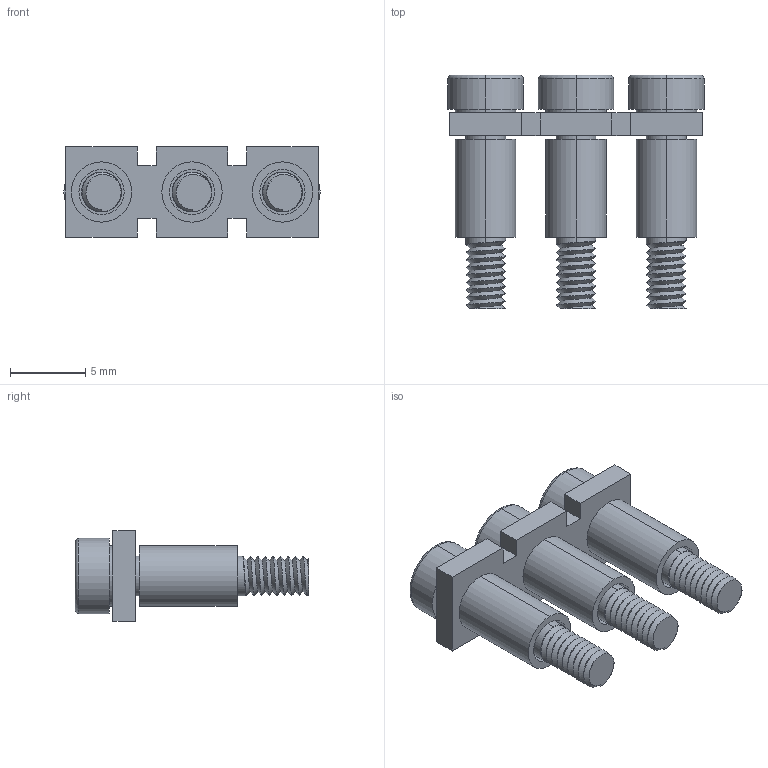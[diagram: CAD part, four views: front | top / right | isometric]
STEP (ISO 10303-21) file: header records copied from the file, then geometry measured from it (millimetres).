
FILE_DESCRIPTION (( 'STEP AP214' ), '1' );
FILE_NAME ('KN-3J10.step', '2015-05-04T11:22:17', ( '' ), ( '' ), 'SwSTEP 2.0', 'SolidWorks 2014', '' );
FILE_SCHEMA (( 'AUTOMOTIVE_DESIGN' ));
Length unit declared in the file: millimetre
Products named in the file (1): KN-3J10
Bounding box: 17 x 15.5 x 6 mm (x, y, z)
Volume: 543.2 mm3; surface area: 1488.3 mm2
Topology: 10 solids, 10 shells, 124 faces, 288 edges, 187 vertices
Faces by surface type: plane 61, cylinder 45, bspline 12, torus 6
Entity records: 6412 total; most frequent: CARTESIAN_POINT 2991, DIRECTION 589, ORIENTED_EDGE 576, EDGE_CURVE 288, AXIS2_PLACEMENT_3D 218, VERTEX_POINT 187, VECTOR 153, LINE 153
